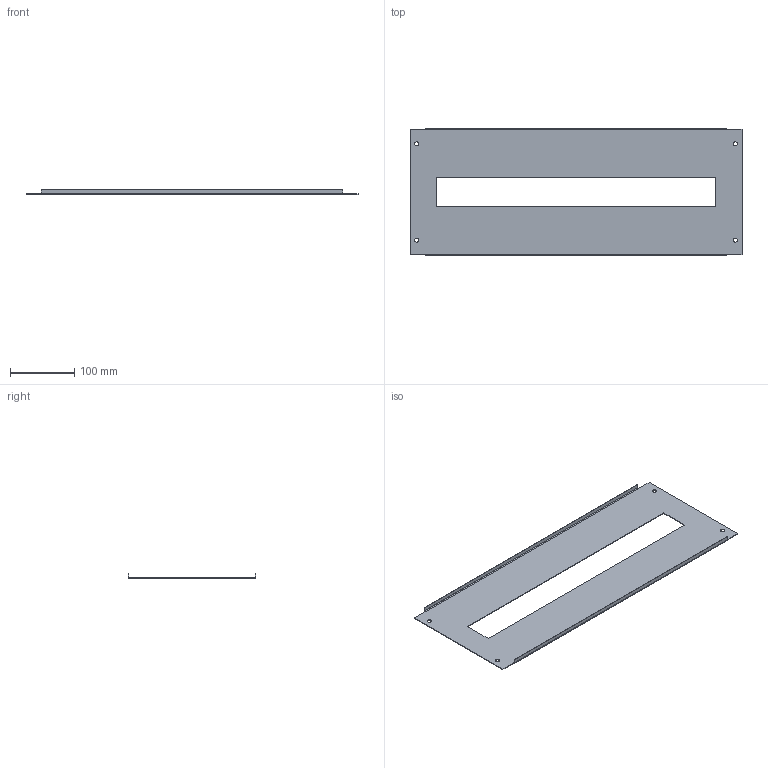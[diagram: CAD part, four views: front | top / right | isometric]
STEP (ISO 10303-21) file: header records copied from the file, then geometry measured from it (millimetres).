
FILE_DESCRIPTION (( 'STEP AP214' ), '1' );
FILE_NAME ('Ïëàñòðîí 200õ600 íà 1 ýòàæ.STEP', '2018-02-08T10:43:21', ( 'Îëåã' ), ( '' ), 'SwSTEP 2.0', 'SolidWorks 2017', '' );
FILE_SCHEMA (( 'AUTOMOTIVE_DESIGN' ));
Length unit declared in the file: millimetre
Products named in the file (1): Ïëàñòðîí 200õ600 íà 1 ýòàæ
Bounding box: 517 x 199 x 8 mm (x, y, z)
Volume: 88619.1 mm3; surface area: 179735.3 mm2
Topology: 1 solids, 1 shells, 34 faces, 80 edges, 48 vertices
Faces by surface type: plane 26, cylinder 8
Full cylindrical faces by diameter (mm): 6.5 x4
Entity records: 986 total; most frequent: DIRECTION 162, CARTESIAN_POINT 159, ORIENTED_EDGE 152, EDGE_CURVE 76, VECTOR 60, LINE 60, AXIS2_PLACEMENT_3D 51, EDGE_LOOP 48
